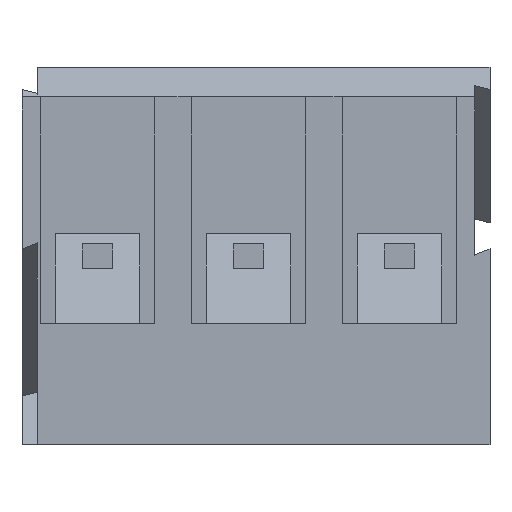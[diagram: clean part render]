
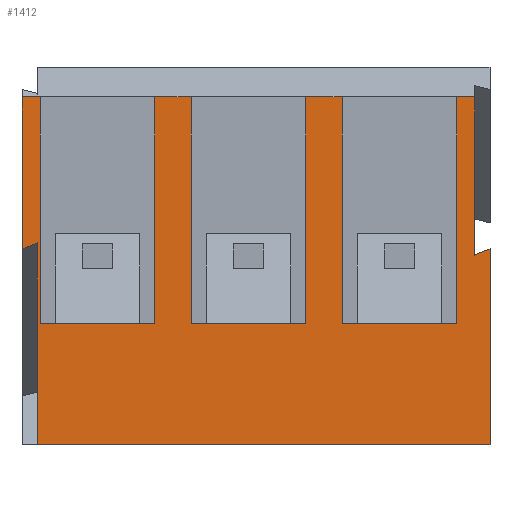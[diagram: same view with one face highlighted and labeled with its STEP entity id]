
A CAD part, front view. The second image highlights one B-rep face of the part: STEP entity #1412.
In plain terms, the highlighted planar face has unit normal (0, -1, 0).
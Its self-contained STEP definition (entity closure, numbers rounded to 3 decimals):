
#84=DIRECTION('',(0.,0.,-1.));
#85=VECTOR('',#84,5.031);
#86=CARTESIAN_POINT('',(-7.5,0.,0.));
#87=LINE('',#86,#85);
#136=DIRECTION('',(0.,0.,1.));
#137=VECTOR('',#136,5.229);
#138=CARTESIAN_POINT('',(7.5,0.,-5.229));
#139=LINE('',#138,#137);
#184=DIRECTION('',(0.93,0.,0.369));
#185=VECTOR('',#184,0.538);
#186=CARTESIAN_POINT('',(7.5,0.,-5.229));
#187=LINE('',#186,#185);
#188=DIRECTION('',(-0.93,0.,-0.369));
#189=VECTOR('',#188,0.538);
#190=CARTESIAN_POINT('',(-7.,0.,-4.833));
#191=LINE('',#190,#189);
#192=DIRECTION('',(1.,0.,0.));
#193=VECTOR('',#192,0.6);
#194=CARTESIAN_POINT('',(-7.5,0.,0.));
#195=LINE('',#194,#193);
#196=DIRECTION('',(0.,0.,-1.));
#197=VECTOR('',#196,7.5);
#198=CARTESIAN_POINT('',(-6.9,0.,0.));
#199=LINE('',#198,#197);
#200=DIRECTION('',(1.,0.,0.));
#201=VECTOR('',#200,3.8);
#202=CARTESIAN_POINT('',(-6.9,0.,-7.5));
#203=LINE('',#202,#201);
#204=DIRECTION('',(0.,0.,-1.));
#205=VECTOR('',#204,7.5);
#206=CARTESIAN_POINT('',(-3.1,0.,0.));
#207=LINE('',#206,#205);
#208=DIRECTION('',(1.,0.,0.));
#209=VECTOR('',#208,1.2);
#210=CARTESIAN_POINT('',(-3.1,0.,0.));
#211=LINE('',#210,#209);
#212=DIRECTION('',(0.,0.,-1.));
#213=VECTOR('',#212,7.5);
#214=CARTESIAN_POINT('',(-1.9,0.,0.));
#215=LINE('',#214,#213);
#216=DIRECTION('',(1.,0.,0.));
#217=VECTOR('',#216,3.8);
#218=CARTESIAN_POINT('',(-1.9,0.,-7.5));
#219=LINE('',#218,#217);
#220=DIRECTION('',(0.,0.,-1.));
#221=VECTOR('',#220,7.5);
#222=CARTESIAN_POINT('',(1.9,0.,0.));
#223=LINE('',#222,#221);
#224=DIRECTION('',(1.,0.,0.));
#225=VECTOR('',#224,1.2);
#226=CARTESIAN_POINT('',(1.9,0.,0.));
#227=LINE('',#226,#225);
#228=DIRECTION('',(0.,0.,-1.));
#229=VECTOR('',#228,7.5);
#230=CARTESIAN_POINT('',(3.1,0.,0.));
#231=LINE('',#230,#229);
#232=DIRECTION('',(1.,0.,0.));
#233=VECTOR('',#232,3.8);
#234=CARTESIAN_POINT('',(3.1,0.,-7.5));
#235=LINE('',#234,#233);
#236=DIRECTION('',(0.,0.,-1.));
#237=VECTOR('',#236,7.5);
#238=CARTESIAN_POINT('',(6.9,0.,0.));
#239=LINE('',#238,#237);
#240=DIRECTION('',(1.,0.,0.));
#241=VECTOR('',#240,0.6);
#242=CARTESIAN_POINT('',(6.9,0.,0.));
#243=LINE('',#242,#241);
#272=DIRECTION('',(0.,0.,-1.));
#273=VECTOR('',#272,6.489);
#274=CARTESIAN_POINT('',(8.,0.,-5.031));
#275=LINE('',#274,#273);
#668=DIRECTION('',(0.,0.,-1.));
#669=VECTOR('',#668,6.687);
#670=CARTESIAN_POINT('',(-7.,0.,-4.833));
#671=LINE('',#670,#669);
#836=DIRECTION('',(1.,0.,0.));
#837=VECTOR('',#836,15.);
#838=CARTESIAN_POINT('',(-7.,0.,-11.52));
#839=LINE('',#838,#837);
#947=CARTESIAN_POINT('',(-7.5,0.,0.));
#949=VERTEX_POINT('',#947);
#957=CARTESIAN_POINT('',(7.5,0.,0.));
#959=VERTEX_POINT('',#957);
#968=CARTESIAN_POINT('',(-6.9,0.,-7.5));
#969=CARTESIAN_POINT('',(-3.1,0.,-7.5));
#970=VERTEX_POINT('',#968);
#971=VERTEX_POINT('',#969);
#972=CARTESIAN_POINT('',(-3.1,0.,0.));
#973=VERTEX_POINT('',#972);
#974=CARTESIAN_POINT('',(-6.9,0.,0.));
#975=VERTEX_POINT('',#974);
#1000=CARTESIAN_POINT('',(-7.,0.,-11.52));
#1002=VERTEX_POINT('',#1000);
#1012=CARTESIAN_POINT('',(8.,0.,-11.52));
#1014=VERTEX_POINT('',#1012);
#1024=CARTESIAN_POINT('',(7.5,0.,-5.229));
#1025=CARTESIAN_POINT('',(8.,0.,-5.031));
#1026=VERTEX_POINT('',#1024);
#1027=VERTEX_POINT('',#1025);
#1045=CARTESIAN_POINT('',(-7.5,0.,-5.031));
#1047=VERTEX_POINT('',#1045);
#1054=CARTESIAN_POINT('',(-7.,0.,-4.833));
#1055=VERTEX_POINT('',#1054);
#1092=CARTESIAN_POINT('',(-1.9,0.,-7.5));
#1093=CARTESIAN_POINT('',(1.9,0.,-7.5));
#1094=VERTEX_POINT('',#1092);
#1095=VERTEX_POINT('',#1093);
#1096=CARTESIAN_POINT('',(1.9,0.,0.));
#1097=VERTEX_POINT('',#1096);
#1098=CARTESIAN_POINT('',(-1.9,0.,0.));
#1099=VERTEX_POINT('',#1098);
#1160=CARTESIAN_POINT('',(3.1,0.,-7.5));
#1161=CARTESIAN_POINT('',(6.9,0.,-7.5));
#1162=VERTEX_POINT('',#1160);
#1163=VERTEX_POINT('',#1161);
#1164=CARTESIAN_POINT('',(6.9,0.,0.));
#1165=VERTEX_POINT('',#1164);
#1166=CARTESIAN_POINT('',(3.1,0.,0.));
#1167=VERTEX_POINT('',#1166);
#1368=CARTESIAN_POINT('',(-7.5,0.,0.));
#1369=DIRECTION('',(0.,-1.,0.));
#1370=DIRECTION('',(0.,0.,-1.));
#1371=AXIS2_PLACEMENT_3D('',#1368,#1369,#1370);
#1372=PLANE('',#1371);
#1373=ORIENTED_EDGE('',*,*,#1319,.F.);
#1374=ORIENTED_EDGE('',*,*,#1359,.T.);
#1376=ORIENTED_EDGE('',*,*,#1375,.T.);
#1378=ORIENTED_EDGE('',*,*,#1377,.F.);
#1380=ORIENTED_EDGE('',*,*,#1379,.F.);
#1382=ORIENTED_EDGE('',*,*,#1381,.T.);
#1383=ORIENTED_EDGE('',*,*,#1231,.F.);
#1385=ORIENTED_EDGE('',*,*,#1384,.T.);
#1387=ORIENTED_EDGE('',*,*,#1386,.T.);
#1389=ORIENTED_EDGE('',*,*,#1388,.T.);
#1391=ORIENTED_EDGE('',*,*,#1390,.F.);
#1393=ORIENTED_EDGE('',*,*,#1392,.T.);
#1395=ORIENTED_EDGE('',*,*,#1394,.T.);
#1397=ORIENTED_EDGE('',*,*,#1396,.T.);
#1399=ORIENTED_EDGE('',*,*,#1398,.F.);
#1401=ORIENTED_EDGE('',*,*,#1400,.T.);
#1403=ORIENTED_EDGE('',*,*,#1402,.T.);
#1405=ORIENTED_EDGE('',*,*,#1404,.T.);
#1407=ORIENTED_EDGE('',*,*,#1406,.F.);
#1409=ORIENTED_EDGE('',*,*,#1408,.T.);
#1410=EDGE_LOOP('',(#1373,#1374,#1376,#1378,#1380,#1382,#1383,#1385,#1387,#1389,
#1391,#1393,#1395,#1397,#1399,#1401,#1403,#1405,#1407,#1409));
#1411=FACE_OUTER_BOUND('',#1410,.F.);
#1412=ADVANCED_FACE('',(#1411),#1372,.T.);
#1231=EDGE_CURVE('',#949,#1047,#87,.T.);
#1319=EDGE_CURVE('',#1026,#959,#139,.T.);
#1359=EDGE_CURVE('',#1026,#1027,#187,.T.);
#1375=EDGE_CURVE('',#1027,#1014,#275,.T.);
#1377=EDGE_CURVE('',#1002,#1014,#839,.T.);
#1379=EDGE_CURVE('',#1055,#1002,#671,.T.);
#1381=EDGE_CURVE('',#1055,#1047,#191,.T.);
#1384=EDGE_CURVE('',#949,#975,#195,.T.);
#1386=EDGE_CURVE('',#975,#970,#199,.T.);
#1388=EDGE_CURVE('',#970,#971,#203,.T.);
#1390=EDGE_CURVE('',#973,#971,#207,.T.);
#1392=EDGE_CURVE('',#973,#1099,#211,.T.);
#1394=EDGE_CURVE('',#1099,#1094,#215,.T.);
#1396=EDGE_CURVE('',#1094,#1095,#219,.T.);
#1398=EDGE_CURVE('',#1097,#1095,#223,.T.);
#1400=EDGE_CURVE('',#1097,#1167,#227,.T.);
#1402=EDGE_CURVE('',#1167,#1162,#231,.T.);
#1404=EDGE_CURVE('',#1162,#1163,#235,.T.);
#1406=EDGE_CURVE('',#1165,#1163,#239,.T.);
#1408=EDGE_CURVE('',#1165,#959,#243,.T.);
